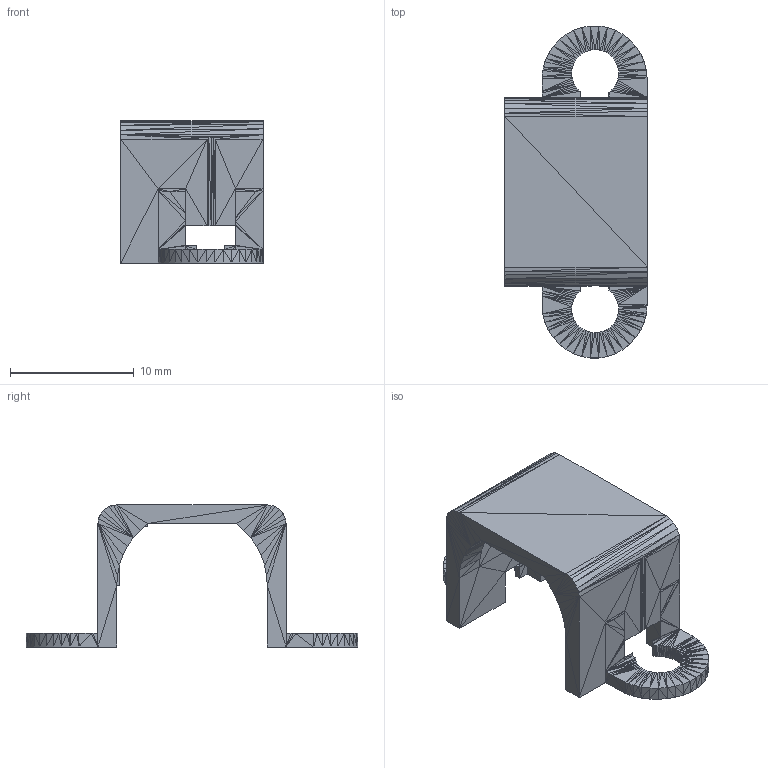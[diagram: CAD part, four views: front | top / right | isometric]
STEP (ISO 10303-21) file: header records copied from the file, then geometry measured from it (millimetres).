
FILE_DESCRIPTION((''),'2;1');
FILE_NAME('motor-bracket', '2025-01-27T13:14:20', (''), (''), 'ImageToStl.com STEP Converter','', '');
FILE_SCHEMA(('AUTOMOTIVE_DESIGN_CC2'));
Length unit declared in the file: metre
Products named in the file (1): product0
Bounding box: 11.5 x 26.87 x 11.5 mm (x, y, z)
Surface area: 1094.8 mm2 (no closed solid volume)
Topology: 0 solids, 1070 shells, 1070 faces, 3210 edges, 535 vertices
Faces by surface type: plane 1070
Entity records: 24638 total; most frequent: DIRECTION 5352, ORIENTED_EDGE 3210, EDGE_CURVE 3210, LINE 3210, VECTOR 3210, AXIS2_PLACEMENT_3D 1071, FACE_SURFACE 1070, PLANE 1070
